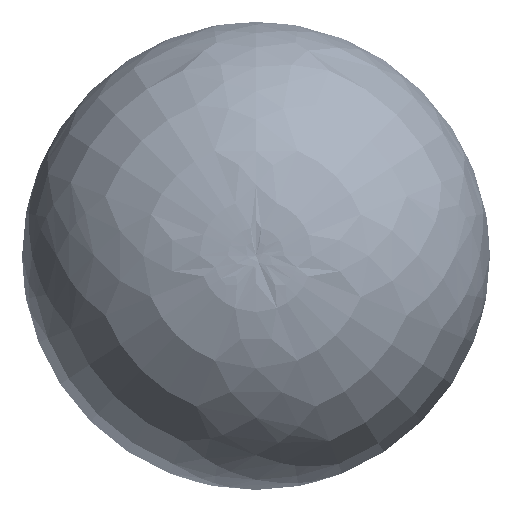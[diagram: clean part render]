
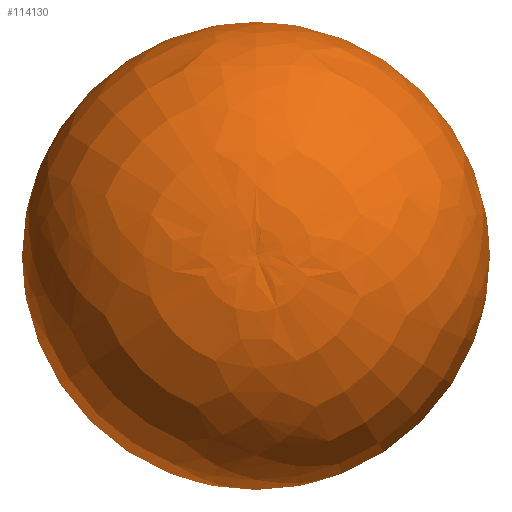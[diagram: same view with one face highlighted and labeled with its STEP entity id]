
A CAD part, top view. The second image highlights one B-rep face of the part: STEP entity #114130.
In plain terms, the highlighted free-form (B-spline) face has degree [2, 2] with [5, 9] control points.
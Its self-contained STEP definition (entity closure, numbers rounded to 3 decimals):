
#17285=(
BOUNDED_SURFACE()
B_SPLINE_SURFACE(2,2,((#188530,#188531,#188532,#188533,#188534,#188535,
#188536,#188537,#188538),(#188539,#188540,#188541,#188542,#188543,#188544,
#188545,#188546,#188547),(#188548,#188549,#188550,#188551,#188552,#188553,
#188554,#188555,#188556),(#188557,#188558,#188559,#188560,#188561,#188562,
#188563,#188564,#188565),(#188566,#188567,#188568,#188569,#188570,#188571,
#188572,#188573,#188574)),.UNSPECIFIED.,.F.,.T.,.F.)
B_SPLINE_SURFACE_WITH_KNOTS((3,2,3),(3,2,2,2,3),(-1.694,-0.585,
0.524),(-3.142,-1.571,0.,1.571,
3.142),.UNSPECIFIED.)
GEOMETRIC_REPRESENTATION_ITEM()
RATIONAL_B_SPLINE_SURFACE(((1.,0.707,1.,0.707,1.,
0.707,1.,0.707,1.),(0.85,0.601,
0.85,0.601,0.85,0.601,
0.85,0.601,0.85),(1.,0.707,
1.,0.707,1.,0.707,1.,0.707,1.),(0.85,
0.601,0.85,0.601,0.85,
0.601,0.85,0.601,0.85),
(1.,0.707,1.,0.707,1.,0.707,1.,0.707,
1.)))
REPRESENTATION_ITEM('')
SURFACE()
);
#19058=FACE_OUTER_BOUND('',#26012,.T.);
#26012=EDGE_LOOP('',(#75523,#75524,#75525));
#37598=CIRCLE('',#122147,1606.884);
#37602=CIRCLE('',#122151,1624.53);
#45103=VERTEX_POINT('',#188432);
#45106=VERTEX_POINT('',#188575);
#56559=EDGE_CURVE('',#45103,#45103,#37598,.T.);
#56563=EDGE_CURVE('',#45103,#45106,#37602,.T.);
#75523=ORIENTED_EDGE('',*,*,#56559,.F.);
#75524=ORIENTED_EDGE('',*,*,#56563,.T.);
#75525=ORIENTED_EDGE('',*,*,#56563,.F.);
#114130=ADVANCED_FACE('',(#19058),#17285,.F.);
#122147=AXIS2_PLACEMENT_3D('',#188434,#136427,#136428);
#122151=AXIS2_PLACEMENT_3D('',#188576,#136435,#136436);
#136427=DIRECTION('center_axis',(-1.,0.,0.));
#136428=DIRECTION('ref_axis',(0.,0.,1.));
#136435=DIRECTION('center_axis',(0.,-1.,0.));
#136436=DIRECTION('ref_axis',(0.,0.,
-1.));
#188432=CARTESIAN_POINT('',(-812.265,200.,-1606.884));
#188434=CARTESIAN_POINT('Origin',(-812.265,200.,0.));
#188530=CARTESIAN_POINT('Ctrl Pts',(1612.172,200.,0.));
#188531=CARTESIAN_POINT('Ctrl Pts',(1612.172,200.,0.));
#188532=CARTESIAN_POINT('Ctrl Pts',(1612.172,200.,0.));
#188533=CARTESIAN_POINT('Ctrl Pts',(1612.172,200.,0.));
#188534=CARTESIAN_POINT('Ctrl Pts',(1612.172,200.,0.));
#188535=CARTESIAN_POINT('Ctrl Pts',(1612.172,200.,0.));
#188536=CARTESIAN_POINT('Ctrl Pts',(1612.172,200.,0.));
#188537=CARTESIAN_POINT('Ctrl Pts',(1612.172,200.,0.));
#188538=CARTESIAN_POINT('Ctrl Pts',(1612.172,200.,0.));
#188539=CARTESIAN_POINT('Ctrl Pts',(1736.022,200.,-998.341));
#188540=CARTESIAN_POINT('Ctrl Pts',(1736.022,-798.341,
-998.341));
#188541=CARTESIAN_POINT('Ctrl Pts',(1736.022,-798.341,
0.));
#188542=CARTESIAN_POINT('Ctrl Pts',(1736.022,-798.341,
998.341));
#188543=CARTESIAN_POINT('Ctrl Pts',(1736.022,200.,998.341));
#188544=CARTESIAN_POINT('Ctrl Pts',(1736.022,1198.341,998.341));
#188545=CARTESIAN_POINT('Ctrl Pts',(1736.022,1198.341,0.));
#188546=CARTESIAN_POINT('Ctrl Pts',(1736.022,1198.341,-998.341));
#188547=CARTESIAN_POINT('Ctrl Pts',(1736.022,200.,-998.341));
#188548=CARTESIAN_POINT('Ctrl Pts',(897.487,200.,-1554.111));
#188549=CARTESIAN_POINT('Ctrl Pts',(897.487,-1354.111,
-1554.111));
#188550=CARTESIAN_POINT('Ctrl Pts',(897.487,-1354.111,
0.));
#188551=CARTESIAN_POINT('Ctrl Pts',(897.487,-1354.111,
1554.111));
#188552=CARTESIAN_POINT('Ctrl Pts',(897.487,200.,1554.111));
#188553=CARTESIAN_POINT('Ctrl Pts',(897.487,1754.111,1554.111));
#188554=CARTESIAN_POINT('Ctrl Pts',(897.487,1754.111,0.));
#188555=CARTESIAN_POINT('Ctrl Pts',(897.487,1754.111,-1554.111));
#188556=CARTESIAN_POINT('Ctrl Pts',(897.487,200.,-1554.111));
#188557=CARTESIAN_POINT('Ctrl Pts',(58.951,200.,-2109.881));
#188558=CARTESIAN_POINT('Ctrl Pts',(58.951,-1909.881,
-2109.881));
#188559=CARTESIAN_POINT('Ctrl Pts',(58.951,-1909.881,
0.));
#188560=CARTESIAN_POINT('Ctrl Pts',(58.951,-1909.881,
2109.881));
#188561=CARTESIAN_POINT('Ctrl Pts',(58.951,200.,2109.881));
#188562=CARTESIAN_POINT('Ctrl Pts',(58.951,2309.881,2109.881));
#188563=CARTESIAN_POINT('Ctrl Pts',(58.951,2309.881,0.));
#188564=CARTESIAN_POINT('Ctrl Pts',(58.951,2309.881,-2109.881));
#188565=CARTESIAN_POINT('Ctrl Pts',(58.951,200.,-2109.881));
#188566=CARTESIAN_POINT('Ctrl Pts',(-812.265,200.,-1606.884));
#188567=CARTESIAN_POINT('Ctrl Pts',(-812.265,-1406.884,
-1606.884));
#188568=CARTESIAN_POINT('Ctrl Pts',(-812.265,-1406.884,
0.));
#188569=CARTESIAN_POINT('Ctrl Pts',(-812.265,-1406.884,
1606.884));
#188570=CARTESIAN_POINT('Ctrl Pts',(-812.265,200.,1606.884));
#188571=CARTESIAN_POINT('Ctrl Pts',(-812.265,1806.884,
1606.884));
#188572=CARTESIAN_POINT('Ctrl Pts',(-812.265,1806.884,
0.));
#188573=CARTESIAN_POINT('Ctrl Pts',(-812.265,1806.884,
-1606.884));
#188574=CARTESIAN_POINT('Ctrl Pts',(-812.265,200.,-1606.884));
#188575=CARTESIAN_POINT('',(1612.172,200.,0.));
#188576=CARTESIAN_POINT('Origin',(0.,200.,-200.));
